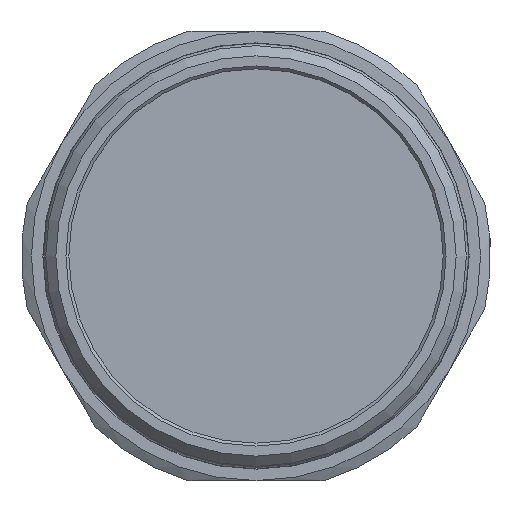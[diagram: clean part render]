
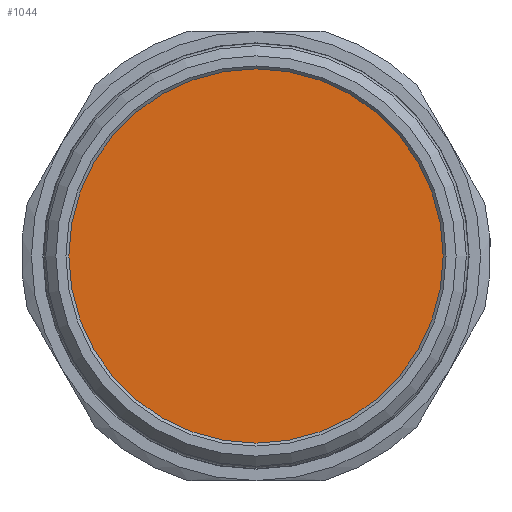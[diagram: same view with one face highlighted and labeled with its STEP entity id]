
A CAD part, front view. The second image highlights one B-rep face of the part: STEP entity #1044.
In plain terms, the highlighted planar face has unit normal (0, -1, 0).
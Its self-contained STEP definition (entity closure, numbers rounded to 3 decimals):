
#194=FACE_OUTER_BOUND('',#266,.T.);
#266=EDGE_LOOP('',(#693));
#345=CIRCLE('',#1141,32.5);
#426=VERTEX_POINT('',#1640);
#528=EDGE_CURVE('',#426,#426,#345,.T.);
#693=ORIENTED_EDGE('',*,*,#528,.T.);
#1023=PLANE('',#1140);
#1044=ADVANCED_FACE('',(#194),#1023,.F.);
#1140=AXIS2_PLACEMENT_3D('',#1639,#1297,#1298);
#1141=AXIS2_PLACEMENT_3D('',#1641,#1299,#1300);
#1297=DIRECTION('center_axis',(0.,1.,0.));
#1298=DIRECTION('ref_axis',(0.,0.,1.));
#1299=DIRECTION('center_axis',(0.,-1.,0.));
#1300=DIRECTION('ref_axis',(-1.,0.,0.));
#1639=CARTESIAN_POINT('Origin',(0.,12.74,0.));
#1640=CARTESIAN_POINT('',(32.5,12.74,0.));
#1641=CARTESIAN_POINT('Origin',(0.,12.74,0.));
